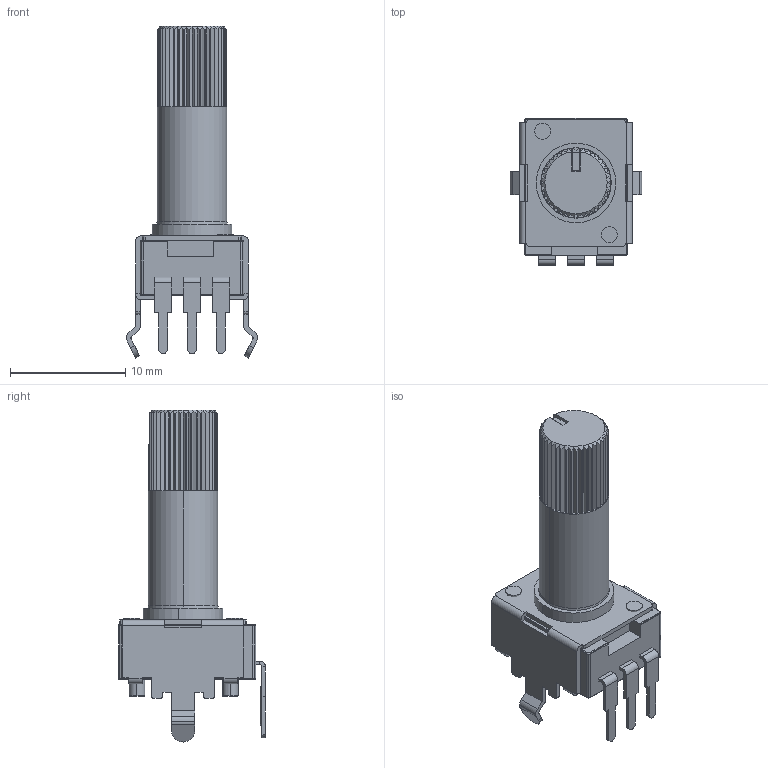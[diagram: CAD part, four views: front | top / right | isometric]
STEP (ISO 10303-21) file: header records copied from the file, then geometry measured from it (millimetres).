
FILE_DESCRIPTION(('FreeCAD Model'),'2;1');
FILE_NAME( 'r0904n.step', '2019-03-28T11:43:22',('Author'),(''), 'Open CASCADE STEP processor 6.8','FreeCAD','Unknown');
FILE_SCHEMA(('AUTOMOTIVE_DESIGN_CC2 { 1 2 10303 214 -1 1 5 4 }'));
Length unit declared in the file: millimetre
Products named in the file (14): Part_222721; Part_278683; Part_280824; Part_216853; Part_251335; Part_226749; Part_260691; Part_251249; Part_260675; ACIS_Solid_229819; Part_276012; ACIS_Solid_230055; Part_260659; ACIS_Solid_229937
Bounding box: 11.4 x 12.75 x 28.82 mm (x, y, z)
Volume: 1128.4 mm3; surface area: 1620.8 mm2
Topology: 14 solids, 14 shells, 454 faces, 1238 edges, 800 vertices
Faces by surface type: plane 261, cylinder 162, torus 14, sphere 12, cone 5
Entity records: 17640 total; most frequent: CARTESIAN_POINT 2721, ORIENTED_EDGE 2452, DIRECTION 2421, EDGE_CURVE 1226, AXIS2_PLACEMENT_3D 820, VERTEX_POINT 800, LINE 781, VECTOR 781
